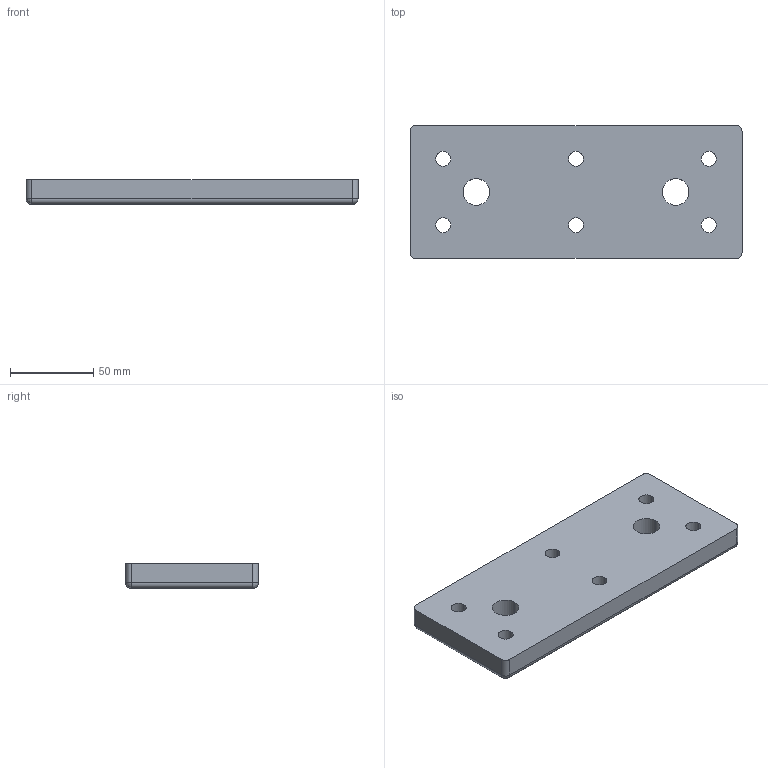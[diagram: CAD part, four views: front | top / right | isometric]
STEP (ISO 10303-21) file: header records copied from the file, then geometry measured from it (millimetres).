
FILE_DESCRIPTION((''),'2;1');
FILE_NAME('SZ0278V.stp','2009-07-27T13:39:58',(''),(''),'Mechanical Desktop 2007','Mechanical Desktop 2007',', , ');
FILE_SCHEMA(('CONFIG_CONTROL_DESIGN'));
Length unit declared in the file: millimetre
Products named in the file (1): SZ0278V
Bounding box: 200 x 80 x 15 mm (x, y, z)
Volume: 220804.9 mm3; surface area: 42908.6 mm2
Topology: 1 solids, 1 shells, 52 faces, 124 edges, 76 vertices
Faces by surface type: cylinder 25, bspline 16, plane 9, sphere 2
Entity records: 1814 total; most frequent: CARTESIAN_POINT 497, DIRECTION 266, ORIENTED_EDGE 240, EDGE_CURVE 120, AXIS2_PLACEMENT_3D 109, VERTEX_POINT 76, EDGE_LOOP 74, CIRCLE 72
